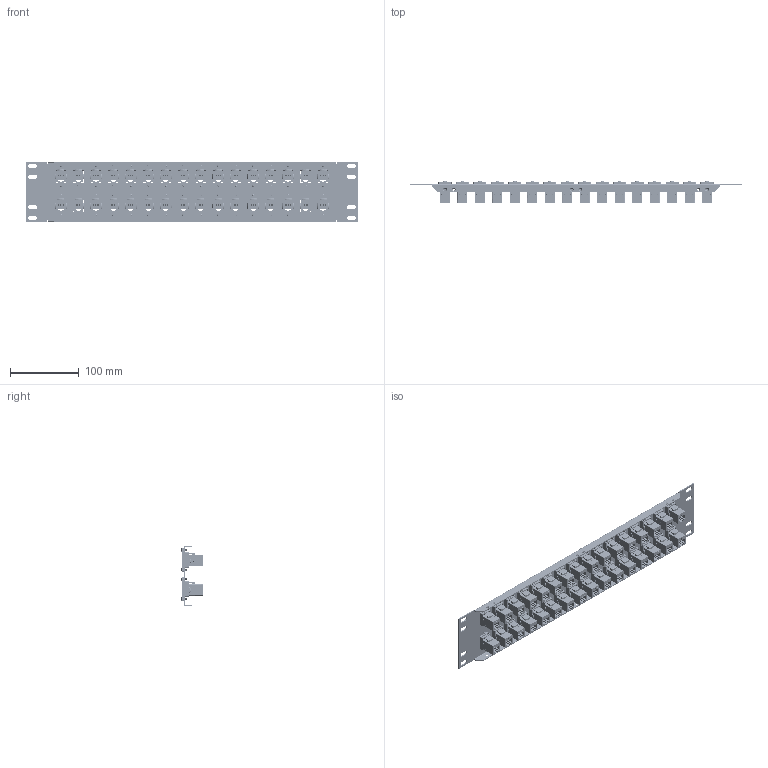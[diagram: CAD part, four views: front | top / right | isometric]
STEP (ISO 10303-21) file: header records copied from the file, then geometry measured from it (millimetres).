
FILE_DESCRIPTION (( 'STEP AP203' ), '1' );
FILE_NAME ('PR35F504B-C5.STEP', '2014-10-15T19:35:47', ( 'x' ), ( '' ), 'SwSTEP 2.0', 'SolidWorks 2014', '' );
FILE_SCHEMA (( 'CONFIG_CONTROL_DESIGN' ));
Length unit declared in the file: inch
Products named in the file (5): TDG1026KC5 DC_no label; 91772A106_default; PR35F504B-C5; PR35F504B; ECF-SK_with Global Connectivity logo
Assembly tree (129 placements, depth 2):
  PR35F504B-C5
    PR35F504B
    ECF-SK_with Global Connectivity logo  x32
    TDG1026KC5 DC_no label  x32
    91772A106_default  x64
Bounding box: 482.6 x 31.8 x 88.39 mm (x, y, z)
Volume: 270479.1 mm3; surface area: 292441.9 mm2
Topology: 129 solids, 129 shells, 19152 faces, 51771 edges, 33826 vertices
Faces by surface type: plane 10179, bspline 3809, cone 2456, cylinder 2324, torus 256, sphere 128
Entity records: 84550 total; most frequent: CARTESIAN_POINT 39470, ORIENTED_EDGE 9460, DIRECTION 6583, EDGE_CURVE 4730, VERTEX_POINT 3136, VECTOR 3013, LINE 3013, EDGE_LOOP 2100
